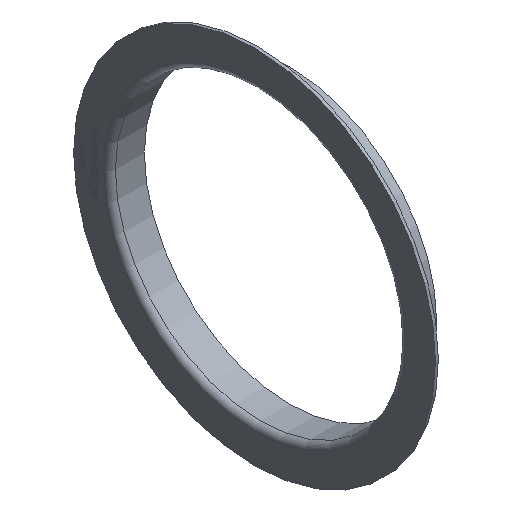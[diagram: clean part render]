
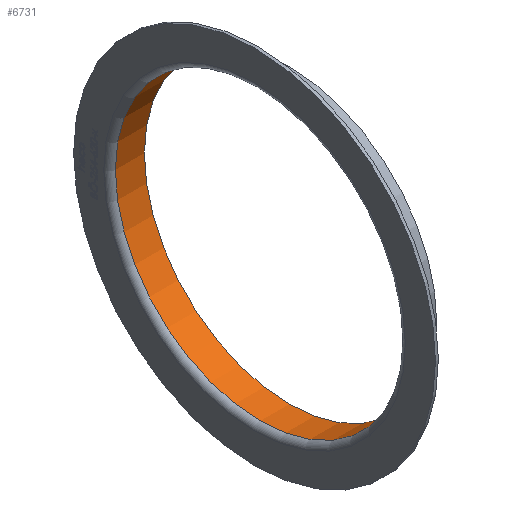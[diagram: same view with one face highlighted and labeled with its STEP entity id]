
A CAD part, isometric view. The second image highlights one B-rep face of the part: STEP entity #6731.
In plain terms, the highlighted cylindrical face has radius 125 mm (diameter 250 mm), a full revolution.
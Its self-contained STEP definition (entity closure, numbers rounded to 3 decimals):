
#202 = AXIS2_PLACEMENT_3D ( 'NONE', #14417, #12161, #7796 ) ;
#255 = EDGE_CURVE ( 'NONE', #3846, #3846, #3749, .T. ) ;
#746 = VERTEX_POINT ( 'NONE', #1997 ) ;
#1997 = CARTESIAN_POINT ( 'NONE',  ( 30., 0., 125. ) ) ;
#2447 = DIRECTION ( 'NONE',  ( -1., 0., 0. ) ) ;
#2527 = CIRCLE ( 'NONE', #14567, 125. ) ;
#2947 = DIRECTION ( 'NONE',  ( 0., 0., -1. ) ) ;
#3165 = CARTESIAN_POINT ( 'NONE',  ( 5., 0., 0. ) ) ;
#3188 = FACE_OUTER_BOUND ( 'NONE', #9639, .T. ) ;
#3749 = CIRCLE ( 'NONE', #7112, 125. ) ;
#3846 = VERTEX_POINT ( 'NONE', #8434 ) ;
#5560 = ORIENTED_EDGE ( 'NONE', *, *, #255, .T. ) ;
#5621 = CYLINDRICAL_SURFACE ( 'NONE', #202, 125. ) ;
#6731 = ADVANCED_FACE ( 'NONE', ( #3188, #14714 ), #5621, .F. ) ;
#7112 = AXIS2_PLACEMENT_3D ( 'NONE', #3165, #7770, #2947 ) ;
#7770 = DIRECTION ( 'NONE',  ( -1., 0., 0. ) ) ;
#7796 = DIRECTION ( 'NONE',  ( 0., 0., 1. ) ) ;
#8434 = CARTESIAN_POINT ( 'NONE',  ( 5., 0., -125. ) ) ;
#9639 = EDGE_LOOP ( 'NONE', ( #5560 ) ) ;
#9750 = EDGE_LOOP ( 'NONE', ( #12057 ) ) ;
#11628 = DIRECTION ( 'NONE',  ( 0., 0., 1. ) ) ;
#12057 = ORIENTED_EDGE ( 'NONE', *, *, #12801, .F. ) ;
#12161 = DIRECTION ( 'NONE',  ( -1., 0., 0. ) ) ;
#12743 = CARTESIAN_POINT ( 'NONE',  ( 30., 0., 0. ) ) ;
#12801 = EDGE_CURVE ( 'NONE', #746, #746, #2527, .T. ) ;
#14417 = CARTESIAN_POINT ( 'NONE',  ( 0., 0., 0. ) ) ;
#14567 = AXIS2_PLACEMENT_3D ( 'NONE', #12743, #2447, #11628 ) ;
#14714 = FACE_OUTER_BOUND ( 'NONE', #9750, .T. ) ;
